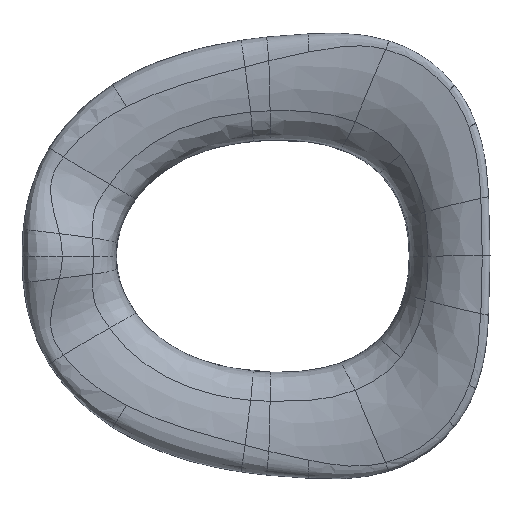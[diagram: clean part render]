
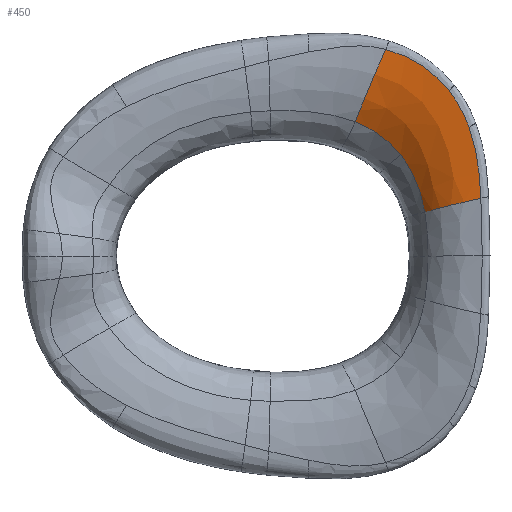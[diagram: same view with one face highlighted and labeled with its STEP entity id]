
A CAD part, top view. The second image highlights one B-rep face of the part: STEP entity #450.
In plain terms, the highlighted free-form (B-spline) face has degree [6, 3] with [7, 4] control points.
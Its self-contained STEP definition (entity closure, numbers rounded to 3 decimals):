
#157=B_SPLINE_SURFACE_WITH_KNOTS('',6,3,((#11332,#11333,#11334,#11335),
(#11336,#11337,#11338,#11339),(#11340,#11341,#11342,#11343),(#11344,#11345,
#11346,#11347),(#11348,#11349,#11350,#11351),(#11352,#11353,#11354,#11355),
(#11356,#11357,#11358,#11359)),.UNSPECIFIED.,.F.,.F.,.F.,(7,7),(4,4),(0.,
1.),(0.,1.),.UNSPECIFIED.);
#303=FACE_OUTER_BOUND('',#601,.T.);
#450=ADVANCED_FACE('',(#303),#157,.T.);
#601=EDGE_LOOP('',(#1072,#1073,#1074,#1075,#1076,#1077,#1078));
#1072=ORIENTED_EDGE('',*,*,#1650,.F.);
#1073=ORIENTED_EDGE('',*,*,#1647,.F.);
#1074=ORIENTED_EDGE('',*,*,#1644,.F.);
#1075=ORIENTED_EDGE('',*,*,#1802,.T.);
#1076=ORIENTED_EDGE('',*,*,#1591,.F.);
#1077=ORIENTED_EDGE('',*,*,#1594,.F.);
#1078=ORIENTED_EDGE('',*,*,#1803,.F.);
#1377=VERTEX_POINT('',#3165);
#1382=VERTEX_POINT('',#3405);
#1386=VERTEX_POINT('',#3490);
#1422=VERTEX_POINT('',#5110);
#1424=VERTEX_POINT('',#5173);
#1426=VERTEX_POINT('',#5236);
#1428=VERTEX_POINT('',#5366);
#1591=EDGE_CURVE('',#1386,#1382,#1935,.T.);
#1594=EDGE_CURVE('',#1377,#1386,#1938,.T.);
#1644=EDGE_CURVE('',#1422,#1424,#1988,.T.);
#1647=EDGE_CURVE('',#1424,#1426,#1991,.T.);
#1650=EDGE_CURVE('',#1426,#1428,#1994,.T.);
#1802=EDGE_CURVE('',#1422,#1382,#2136,.T.);
#1803=EDGE_CURVE('',#1428,#1377,#2137,.T.);
#1935=B_SPLINE_CURVE_WITH_KNOTS('',6,(#3483,#3484,#3485,#3486,#3487,#3488,
#3489),.UNSPECIFIED.,.F.,.F.,(7,7),(0.,1.),.UNSPECIFIED.);
#1938=B_SPLINE_CURVE_WITH_KNOTS('',6,(#3606,#3607,#3608,#3609,#3610,#3611,
#3612),.UNSPECIFIED.,.F.,.F.,(7,7),(0.,1.),.UNSPECIFIED.);
#1988=B_SPLINE_CURVE_WITH_KNOTS('',6,(#5166,#5167,#5168,#5169,#5170,#5171,
#5172),.UNSPECIFIED.,.F.,.F.,(7,7),(0.,1.),.UNSPECIFIED.);
#1991=B_SPLINE_CURVE_WITH_KNOTS('',6,(#5229,#5230,#5231,#5232,#5233,#5234,
#5235),.UNSPECIFIED.,.F.,.F.,(7,7),(0.,1.),.UNSPECIFIED.);
#1994=B_SPLINE_CURVE_WITH_KNOTS('',3,(#5326,#5327,#5328,#5329,#5330,#5331,
#5332,#5333,#5334,#5335,#5336,#5337,#5338,#5339,#5340,#5341,#5342,#5343,
#5344,#5345,#5346,#5347,#5348,#5349,#5350,#5351,#5352,#5353,#5354,#5355,
#5356,#5357,#5358,#5359,#5360,#5361,#5362,#5363,#5364,#5365),
 .UNSPECIFIED.,.F.,.F.,(4,2,2,2,2,2,2,2,2,2,2,2,2,2,2,2,2,2,2,4),(0.,0.057,
0.116,0.175,0.235,0.295,
0.354,0.414,0.472,0.53,
0.588,0.643,0.696,0.748,
0.798,0.849,0.897,0.943,
0.989,1.),.UNSPECIFIED.);
#2136=B_SPLINE_CURVE_WITH_KNOTS('',3,(#11324,#11325,#11326,#11327),
 .UNSPECIFIED.,.F.,.F.,(4,4),(0.,1.),.UNSPECIFIED.);
#2137=B_SPLINE_CURVE_WITH_KNOTS('',3,(#11328,#11329,#11330,#11331),
 .UNSPECIFIED.,.F.,.F.,(4,4),(0.,1.),.UNSPECIFIED.);
#3165=CARTESIAN_POINT('',(-95.246,28.448,-21.193));
#3405=CARTESIAN_POINT('',(-140.398,86.955,-31.096));
#3483=CARTESIAN_POINT('',(-110.986,65.635,-26.351));
#3484=CARTESIAN_POINT('',(-114.78,70.397,-27.399));
#3485=CARTESIAN_POINT('',(-119.1,74.751,-28.395));
#3486=CARTESIAN_POINT('',(-123.922,78.624,-29.247));
#3487=CARTESIAN_POINT('',(-129.155,81.937,-29.924));
#3488=CARTESIAN_POINT('',(-134.675,84.7,-30.519));
#3489=CARTESIAN_POINT('',(-140.398,86.955,-31.096));
#3490=CARTESIAN_POINT('',(-110.986,65.635,-26.351));
#3606=CARTESIAN_POINT('',(-95.246,28.448,-21.193));
#3607=CARTESIAN_POINT('',(-96.428,35.206,-21.399));
#3608=CARTESIAN_POINT('',(-98.087,41.873,-21.867));
#3609=CARTESIAN_POINT('',(-100.325,48.364,-22.796));
#3610=CARTESIAN_POINT('',(-103.205,54.551,-23.957));
#3611=CARTESIAN_POINT('',(-106.771,60.345,-25.187));
#3612=CARTESIAN_POINT('',(-110.986,65.635,-26.351));
#5110=CARTESIAN_POINT('',(-120.693,133.947,-21.531));
#5166=CARTESIAN_POINT('',(-120.693,133.947,-21.531));
#5167=CARTESIAN_POINT('',(-112.614,131.891,-19.487));
#5168=CARTESIAN_POINT('',(-104.873,128.747,-17.218));
#5169=CARTESIAN_POINT('',(-97.544,124.699,-14.973));
#5170=CARTESIAN_POINT('',(-90.799,119.647,-12.78));
#5171=CARTESIAN_POINT('',(-84.798,113.752,-10.762));
#5172=CARTESIAN_POINT('',(-79.617,107.151,-8.959));
#5173=CARTESIAN_POINT('',(-79.617,107.151,-8.959));
#5229=CARTESIAN_POINT('',(-79.617,107.151,-8.959));
#5230=CARTESIAN_POINT('',(-76.842,103.616,-7.993));
#5231=CARTESIAN_POINT('',(-74.303,99.88,-7.09));
#5232=CARTESIAN_POINT('',(-72.011,95.966,-6.257));
#5233=CARTESIAN_POINT('',(-69.969,91.903,-5.5));
#5234=CARTESIAN_POINT('',(-68.175,87.718,-4.82));
#5235=CARTESIAN_POINT('',(-66.617,83.437,-4.217));
#5236=CARTESIAN_POINT('',(-66.617,83.437,-4.217));
#5326=CARTESIAN_POINT('',(-66.617,83.437,-4.217));
#5327=CARTESIAN_POINT('',(-66.316,82.609,-4.101));
#5328=CARTESIAN_POINT('',(-66.025,81.776,-3.988));
#5329=CARTESIAN_POINT('',(-65.455,80.069,-3.765));
#5330=CARTESIAN_POINT('',(-65.177,79.195,-3.655));
#5331=CARTESIAN_POINT('',(-64.64,77.432,-3.442));
#5332=CARTESIAN_POINT('',(-64.382,76.544,-3.339));
#5333=CARTESIAN_POINT('',(-63.887,74.754,-3.14));
#5334=CARTESIAN_POINT('',(-63.65,73.852,-3.044));
#5335=CARTESIAN_POINT('',(-63.198,72.039,-2.86));
#5336=CARTESIAN_POINT('',(-62.983,71.129,-2.772));
#5337=CARTESIAN_POINT('',(-62.574,69.307,-2.603));
#5338=CARTESIAN_POINT('',(-62.38,68.395,-2.522));
#5339=CARTESIAN_POINT('',(-62.015,66.573,-2.369));
#5340=CARTESIAN_POINT('',(-61.843,65.664,-2.296));
#5341=CARTESIAN_POINT('',(-61.52,63.854,-2.158));
#5342=CARTESIAN_POINT('',(-61.369,62.952,-2.093));
#5343=CARTESIAN_POINT('',(-61.086,61.161,-1.971));
#5344=CARTESIAN_POINT('',(-60.954,60.271,-1.913));
#5345=CARTESIAN_POINT('',(-60.703,58.469,-1.802));
#5346=CARTESIAN_POINT('',(-60.584,57.557,-1.75));
#5347=CARTESIAN_POINT('',(-60.37,55.798,-1.654));
#5348=CARTESIAN_POINT('',(-60.274,54.952,-1.61));
#5349=CARTESIAN_POINT('',(-60.095,53.279,-1.528));
#5350=CARTESIAN_POINT('',(-60.012,52.451,-1.49));
#5351=CARTESIAN_POINT('',(-59.86,50.813,-1.419));
#5352=CARTESIAN_POINT('',(-59.789,50.004,-1.386));
#5353=CARTESIAN_POINT('',(-59.658,48.403,-1.325));
#5354=CARTESIAN_POINT('',(-59.598,47.612,-1.296));
#5355=CARTESIAN_POINT('',(-59.484,46.034,-1.242));
#5356=CARTESIAN_POINT('',(-59.431,45.247,-1.216));
#5357=CARTESIAN_POINT('',(-59.334,43.712,-1.17));
#5358=CARTESIAN_POINT('',(-59.29,42.965,-1.148));
#5359=CARTESIAN_POINT('',(-59.206,41.484,-1.108));
#5360=CARTESIAN_POINT('',(-59.166,40.751,-1.089));
#5361=CARTESIAN_POINT('',(-59.091,39.304,-1.053));
#5362=CARTESIAN_POINT('',(-59.056,38.59,-1.036));
#5363=CARTESIAN_POINT('',(-59.013,37.705,-1.016));
#5364=CARTESIAN_POINT('',(-59.005,37.535,-1.012));
#5365=CARTESIAN_POINT('',(-58.997,37.365,-1.008));
#5366=CARTESIAN_POINT('',(-58.997,37.365,-1.009));
#11324=CARTESIAN_POINT('',(-120.693,133.947,-21.531));
#11325=CARTESIAN_POINT('',(-128.101,117.502,-20.858));
#11326=CARTESIAN_POINT('',(-134.759,101.881,-23.604));
#11327=CARTESIAN_POINT('',(-140.398,86.955,-31.096));
#11328=CARTESIAN_POINT('',(-58.997,37.365,-1.009));
#11329=CARTESIAN_POINT('',(-74.898,33.906,-3.364));
#11330=CARTESIAN_POINT('',(-86.668,31.003,-10.176));
#11331=CARTESIAN_POINT('',(-95.246,28.448,-21.193));
#11332=CARTESIAN_POINT('',(-53.936,38.45,-0.421));
#11333=CARTESIAN_POINT('',(-81.183,32.639,-2.749));
#11334=CARTESIAN_POINT('',(-97.259,28.354,-16.918));
#11335=CARTESIAN_POINT('',(-106.204,24.697,-41.844));
#11336=CARTESIAN_POINT('',(-54.931,58.671,-0.876));
#11337=CARTESIAN_POINT('',(-82.177,47.485,-3.142));
#11338=CARTESIAN_POINT('',(-99.197,40.169,-17.086));
#11339=CARTESIAN_POINT('',(-109.116,35.742,-41.844));
#11340=CARTESIAN_POINT('',(-56.567,79.257,-1.625));
#11341=CARTESIAN_POINT('',(-83.472,63.891,-4.33));
#11342=CARTESIAN_POINT('',(-101.985,52.632,-17.249));
#11343=CARTESIAN_POINT('',(-113.526,45.642,-41.175));
#11344=CARTESIAN_POINT('',(-63.493,102.364,-4.314));
#11345=CARTESIAN_POINT('',(-85.753,84.22,-6.798));
#11346=CARTESIAN_POINT('',(-106.388,66.473,-19.367));
#11347=CARTESIAN_POINT('',(-120.002,53.982,-41.844));
#11348=CARTESIAN_POINT('',(-78.442,122.33,-9.735));
#11349=CARTESIAN_POINT('',(-95.465,101.293,-11.115));
#11350=CARTESIAN_POINT('',(-113.346,78.944,-21.097));
#11351=CARTESIAN_POINT('',(-127.706,60.832,-41.844));
#11352=CARTESIAN_POINT('',(-100.088,133.705,-16.959));
#11353=CARTESIAN_POINT('',(-112.088,109.916,-15.954));
#11354=CARTESIAN_POINT('',(-125.216,86.895,-22.813));
#11355=CARTESIAN_POINT('',(-136.586,66.187,-41.844));
#11356=CARTESIAN_POINT('',(-118.226,139.394,-21.874));
#11357=CARTESIAN_POINT('',(-129.521,114.585,-19.775));
#11358=CARTESIAN_POINT('',(-139.209,91.64,-24.96));
#11359=CARTESIAN_POINT('',(-146.404,70.134,-41.844));
